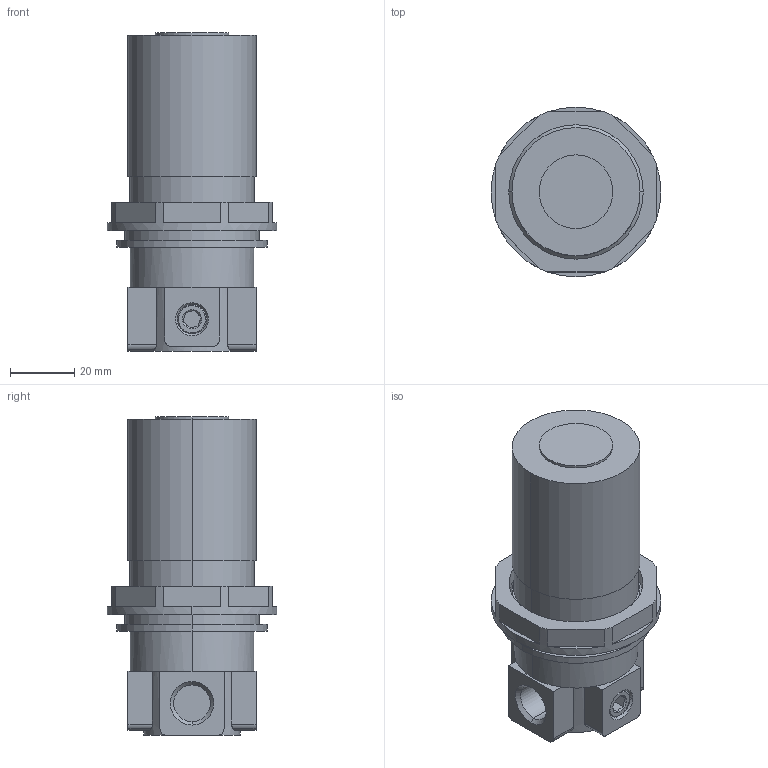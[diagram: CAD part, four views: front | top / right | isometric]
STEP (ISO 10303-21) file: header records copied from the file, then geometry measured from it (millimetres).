
FILE_DESCRIPTION((''),'2;1');
FILE_NAME('17129B_.stp','2003-06-16T14:53:26',('maffial1'),(''),'Autodesk Inventor 7','Autodesk Inventor 7','');
FILE_SCHEMA(('AUTOMOTIVE_DESIGN { 1 0 10303 214 1 1 1 1 }'));
Length unit declared in the file: millimetre
Products named in the file (4): 17129B_; 17129B_(1); RK_1701_020; RS_1702_12
Assembly tree (3 placements, depth 2):
  17129B_
    17129B_(1)
    RK_1701_020
    RS_1702_12
Bounding box: 53 x 53 x 99.5 mm (x, y, z)
Volume: 125322.3 mm3; surface area: 23106 mm2
Topology: 3 solids, 3 shells, 148 faces, 362 edges, 229 vertices
Faces by surface type: plane 66, cylinder 44, bspline 22, cone 12, torus 4
Entity records: 4799 total; most frequent: CARTESIAN_POINT 1248, DIRECTION 739, ORIENTED_EDGE 716, EDGE_CURVE 358, AXIS2_PLACEMENT_3D 276, VERTEX_POINT 229, VECTOR 187, LINE 187
